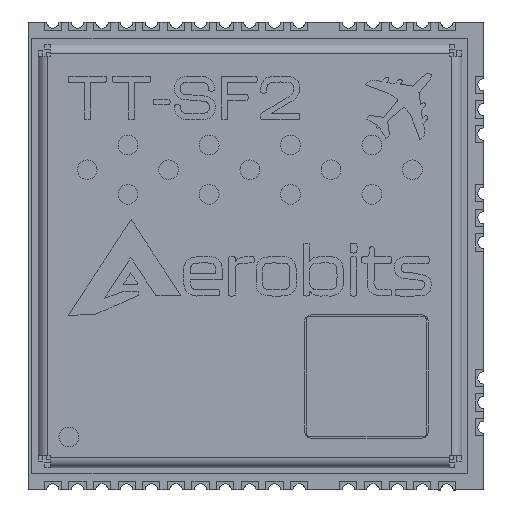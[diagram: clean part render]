
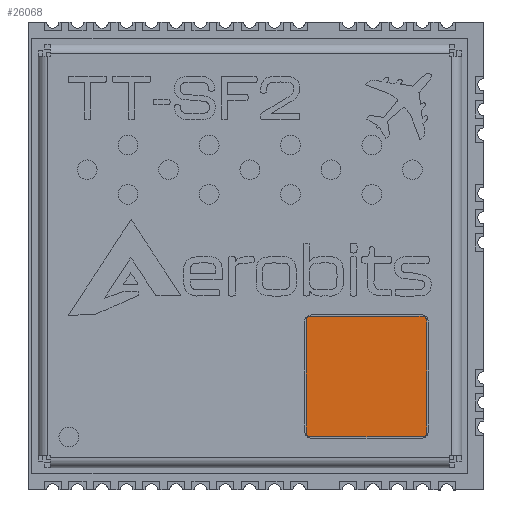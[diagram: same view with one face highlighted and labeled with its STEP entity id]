
A CAD part, top view. The second image highlights one B-rep face of the part: STEP entity #26068.
In plain terms, the highlighted face is planar.
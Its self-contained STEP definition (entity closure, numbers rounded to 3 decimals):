
#1185=PLANE('',#28011);
#2465=FACE_OUTER_BOUND('',#3779,.T.);
#3779=EDGE_LOOP('',(#23313,#23314,#23315,#23316,#23317,#23318,#23319,#23320,
#23321,#23322,#23323));
#5143=LINE('',#37869,#8243);
#5148=LINE('',#37883,#8248);
#5153=LINE('',#37901,#8253);
#5160=LINE('',#37930,#8260);
#8243=VECTOR('',#30519,10.);
#8248=VECTOR('',#30532,10.);
#8253=VECTOR('',#30551,10.);
#8260=VECTOR('',#30584,10.);
#10223=CIRCLE('',#26767,0.201);
#10225=CIRCLE('',#26771,476.604);
#10227=CIRCLE('',#26774,0.201);
#10229=CIRCLE('',#26778,0.201);
#10231=CIRCLE('',#26781,477.394);
#10233=CIRCLE('',#26784,0.206);
#10235=CIRCLE('',#26787,0.206);
#11657=VERTEX_POINT('',#37867);
#11658=VERTEX_POINT('',#37868);
#11661=VERTEX_POINT('',#37876);
#11663=VERTEX_POINT('',#37882);
#11665=VERTEX_POINT('',#37888);
#11667=VERTEX_POINT('',#37894);
#11669=VERTEX_POINT('',#37900);
#11671=VERTEX_POINT('',#37906);
#11673=VERTEX_POINT('',#37912);
#11675=VERTEX_POINT('',#37918);
#11677=VERTEX_POINT('',#37924);
#14589=EDGE_CURVE('',#11657,#11658,#5143,.T.);
#14593=EDGE_CURVE('',#11661,#11657,#10223,.T.);
#14596=EDGE_CURVE('',#11663,#11661,#5148,.T.);
#14599=EDGE_CURVE('',#11665,#11663,#10225,.T.);
#14602=EDGE_CURVE('',#11667,#11665,#10227,.T.);
#14605=EDGE_CURVE('',#11669,#11667,#5153,.T.);
#14608=EDGE_CURVE('',#11671,#11669,#10229,.T.);
#14611=EDGE_CURVE('',#11673,#11671,#10231,.T.);
#14614=EDGE_CURVE('',#11675,#11673,#10233,.T.);
#14617=EDGE_CURVE('',#11677,#11675,#10235,.T.);
#14620=EDGE_CURVE('',#11658,#11677,#5160,.T.);
#23313=ORIENTED_EDGE('',*,*,#14589,.T.);
#23314=ORIENTED_EDGE('',*,*,#14620,.T.);
#23315=ORIENTED_EDGE('',*,*,#14617,.T.);
#23316=ORIENTED_EDGE('',*,*,#14614,.T.);
#23317=ORIENTED_EDGE('',*,*,#14611,.T.);
#23318=ORIENTED_EDGE('',*,*,#14608,.T.);
#23319=ORIENTED_EDGE('',*,*,#14605,.T.);
#23320=ORIENTED_EDGE('',*,*,#14602,.T.);
#23321=ORIENTED_EDGE('',*,*,#14599,.T.);
#23322=ORIENTED_EDGE('',*,*,#14596,.T.);
#23323=ORIENTED_EDGE('',*,*,#14593,.T.);
#26068=ADVANCED_FACE('',(#2465),#1185,.T.);
#26767=AXIS2_PLACEMENT_3D('',#37877,#30525,#30526);
#26771=AXIS2_PLACEMENT_3D('',#37889,#30537,#30538);
#26774=AXIS2_PLACEMENT_3D('',#37895,#30544,#30545);
#26778=AXIS2_PLACEMENT_3D('',#37907,#30556,#30557);
#26781=AXIS2_PLACEMENT_3D('',#37913,#30563,#30564);
#26784=AXIS2_PLACEMENT_3D('',#37919,#30570,#30571);
#26787=AXIS2_PLACEMENT_3D('',#37925,#30577,#30578);
#28011=AXIS2_PLACEMENT_3D('',#42264,#34701,#34702);
#30519=DIRECTION('',(-1.,0.,0.));
#30525=DIRECTION('center_axis',(0.,0.,-1.));
#30526=DIRECTION('ref_axis',(0.991,-0.13,0.));
#30532=DIRECTION('',(-0.024,-1.,0.));
#30537=DIRECTION('center_axis',(0.,0.,-1.));
#30538=DIRECTION('ref_axis',(1.,0.005,0.));
#30544=DIRECTION('center_axis',(0.,0.,-1.));
#30545=DIRECTION('ref_axis',(0.029,1.,0.));
#30551=DIRECTION('',(1.,0.,0.));
#30556=DIRECTION('center_axis',(0.,0.,-1.));
#30557=DIRECTION('ref_axis',(-0.999,0.041,0.));
#30563=DIRECTION('center_axis',(0.,0.,-1.));
#30564=DIRECTION('ref_axis',(-1.,-0.005,0.));
#30570=DIRECTION('center_axis',(0.,0.,-1.));
#30571=DIRECTION('ref_axis',(-0.761,-0.649,0.));
#30577=DIRECTION('center_axis',(0.,0.,-1.));
#30578=DIRECTION('ref_axis',(-0.013,-1.,0.));
#30584=DIRECTION('',(-1.,0.,0.));
#34701=DIRECTION('center_axis',(0.,0.,-1.));
#34702=DIRECTION('ref_axis',(-1.,0.,0.));
#37867=CARTESIAN_POINT('',(15.597,11.046,0.));
#37868=CARTESIAN_POINT('',(14.989,11.046,0.));
#37869=CARTESIAN_POINT('',(7.796,11.043,0.));
#37876=CARTESIAN_POINT('',(15.785,11.221,0.));
#37877=CARTESIAN_POINT('Origin',(15.586,11.247,0.));
#37882=CARTESIAN_POINT('',(15.786,11.289,0.));
#37883=CARTESIAN_POINT('',(15.649,5.461,0.));
#37888=CARTESIAN_POINT('',(15.786,15.754,0.));
#37889=CARTESIAN_POINT('Origin',(-460.812,13.505,0.));
#37894=CARTESIAN_POINT('',(15.592,15.946,0.));
#37895=CARTESIAN_POINT('Origin',(15.586,15.745,0.));
#37900=CARTESIAN_POINT('',(11.081,15.946,0.));
#37901=CARTESIAN_POINT('',(5.541,15.946,0.));
#37906=CARTESIAN_POINT('',(10.887,15.754,0.));
#37907=CARTESIAN_POINT('Origin',(11.087,15.745,0.));
#37912=CARTESIAN_POINT('',(10.887,11.285,0.));
#37913=CARTESIAN_POINT('Origin',(488.275,13.505,0.));
#37918=CARTESIAN_POINT('',(10.933,11.118,0.));
#37919=CARTESIAN_POINT('Origin',(11.09,11.252,0.));
#37924=CARTESIAN_POINT('',(11.087,11.046,0.));
#37925=CARTESIAN_POINT('Origin',(11.09,11.252,0.));
#37930=CARTESIAN_POINT('',(7.494,11.046,0.));
#42264=CARTESIAN_POINT('Origin',(0.,0.,0.));
